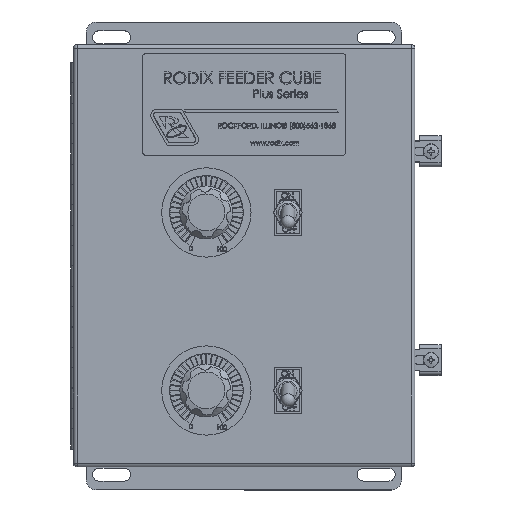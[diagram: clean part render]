
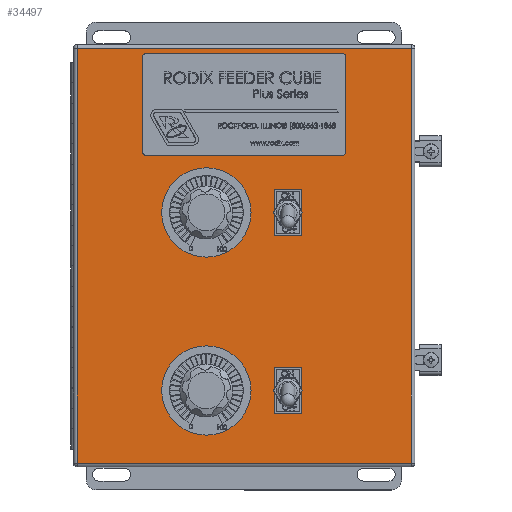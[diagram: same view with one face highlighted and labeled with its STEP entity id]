
A CAD part, top view. The second image highlights one B-rep face of the part: STEP entity #34497.
In plain terms, the highlighted planar face has unit normal (0, 0, 1).
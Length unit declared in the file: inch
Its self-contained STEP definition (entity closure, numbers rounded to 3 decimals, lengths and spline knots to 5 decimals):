
#1214 = FACE_OUTER_BOUND ( 'NONE', #7711, .T. ) ;
#2122 = VECTOR ( 'NONE', #10537, 39.37008 ) ;
#7711 = EDGE_LOOP ( 'NONE', ( #58815, #38146, #57663, #44551 ) ) ;
#9788 = VECTOR ( 'NONE', #38331, 39.37008 ) ;
#10537 = DIRECTION ( 'NONE',  ( 1., 0., 0. ) ) ;
#12071 = PLANE ( 'NONE',  #59665 ) ;
#13373 = EDGE_CURVE ( 'NONE', #24317, #61702, #46156, .T. ) ;
#15496 = CARTESIAN_POINT ( 'NONE',  ( 4.112, -5.0975, 4.185 ) ) ;
#15930 = VECTOR ( 'NONE', #54008, 39.37008 ) ;
#16132 = LINE ( 'NONE', #63180, #9788 ) ;
#16213 = CARTESIAN_POINT ( 'NONE',  ( -4.188, 5.0975, 4.185 ) ) ;
#16743 = CARTESIAN_POINT ( 'NONE',  ( 4.202, -5.0975, 4.185 ) ) ;
#18722 = VERTEX_POINT ( 'NONE', #15496 ) ;
#19735 = EDGE_CURVE ( 'NONE', #61702, #75408, #71086, .T. ) ;
#24317 = VERTEX_POINT ( 'NONE', #39274 ) ;
#31439 = CARTESIAN_POINT ( 'NONE',  ( -4.098, 5.0975, 4.185 ) ) ;
#34497 = ADVANCED_FACE ( 'NONE', ( #1214 ), #12071, .T. ) ;
#35818 = DIRECTION ( 'NONE',  ( 0., 0., 1. ) ) ;
#38146 = ORIENTED_EDGE ( 'NONE', *, *, #43086, .T. ) ;
#38331 = DIRECTION ( 'NONE',  ( 0., 1., 0. ) ) ;
#38783 = DIRECTION ( 'NONE',  ( -1., 0., 0. ) ) ;
#39274 = CARTESIAN_POINT ( 'NONE',  ( 4.112, 5.0975, 4.185 ) ) ;
#42790 = CARTESIAN_POINT ( 'NONE',  ( 0., 0., 4.185 ) ) ;
#43086 = EDGE_CURVE ( 'NONE', #75408, #18722, #64166, .T. ) ;
#44551 = ORIENTED_EDGE ( 'NONE', *, *, #13373, .T. ) ;
#44985 = CARTESIAN_POINT ( 'NONE',  ( -4.098, -5.0975, 4.185 ) ) ;
#46156 = LINE ( 'NONE', #16213, #53385 ) ;
#48236 = EDGE_CURVE ( 'NONE', #18722, #24317, #16132, .T. ) ;
#53240 = CARTESIAN_POINT ( 'NONE',  ( -4.098, -5.1875, 4.185 ) ) ;
#53385 = VECTOR ( 'NONE', #38783, 39.37008 ) ;
#54008 = DIRECTION ( 'NONE',  ( 0., -1., 0. ) ) ;
#57663 = ORIENTED_EDGE ( 'NONE', *, *, #48236, .T. ) ;
#58815 = ORIENTED_EDGE ( 'NONE', *, *, #19735, .T. ) ;
#59530 = DIRECTION ( 'NONE',  ( 1., 0., 0. ) ) ;
#59665 = AXIS2_PLACEMENT_3D ( 'NONE', #42790, #35818, #59530 ) ;
#61702 = VERTEX_POINT ( 'NONE', #31439 ) ;
#63180 = CARTESIAN_POINT ( 'NONE',  ( 4.112, 5.1875, 4.185 ) ) ;
#64166 = LINE ( 'NONE', #16743, #2122 ) ;
#71086 = LINE ( 'NONE', #53240, #15930 ) ;
#75408 = VERTEX_POINT ( 'NONE', #44985 ) ;
